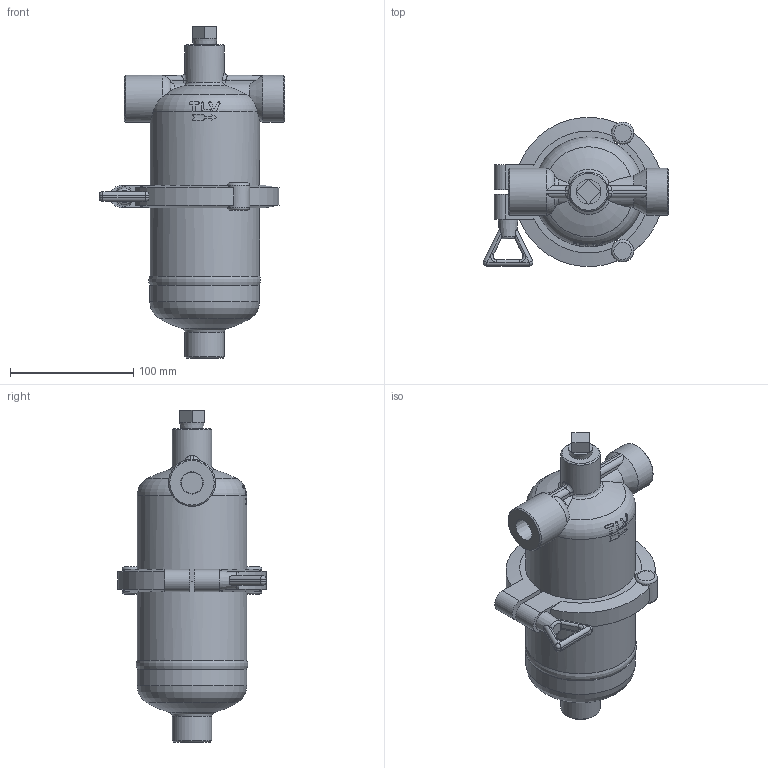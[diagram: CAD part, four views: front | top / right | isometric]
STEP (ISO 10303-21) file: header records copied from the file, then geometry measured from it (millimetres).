
FILE_DESCRIPTION((''),'2;1');
FILE_NAME('sf100-015-screw-00.stp','2010-07-16T13:05:20',('nakaot'),(''),'Autodesk Inventor 2008','Autodesk Inventor 2008','');
FILE_SCHEMA(('AUTOMOTIVE_DESIGN { 1 0 10303 214 1 1 1 1 }'));
Length unit declared in the file: millimetre
Products named in the file (1): sf100-015-screw-00
Bounding box: 150.43 x 120.62 x 269 mm (x, y, z)
Volume: 1359553.3 mm3; surface area: 97386.9 mm2
Topology: 1 solids, 1 shells, 203 faces, 518 edges, 314 vertices
Faces by surface type: plane 78, cylinder 58, bspline 29, torus 16, cone 15, sphere 7
Full cylindrical faces by diameter (mm): 17.475 x1, 32 x2, 38 x2, 80 x1, 89 x3
Entity records: 8033 total; most frequent: CARTESIAN_POINT 3546, ORIENTED_EDGE 938, DIRECTION 882, EDGE_CURVE 469, AXIS2_PLACEMENT_3D 358, VERTEX_POINT 300, EDGE_LOOP 247, FACE_OUTER_BOUND 203
